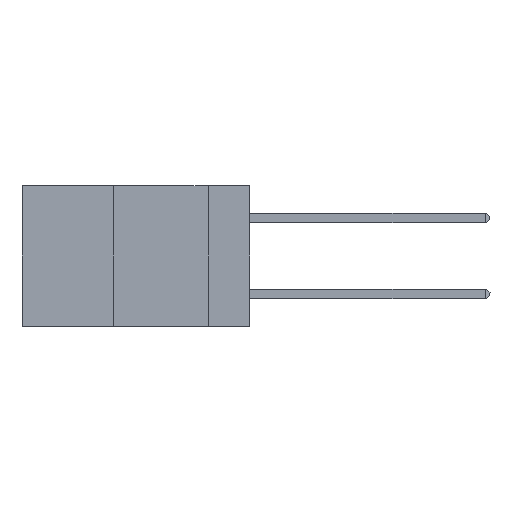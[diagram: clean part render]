
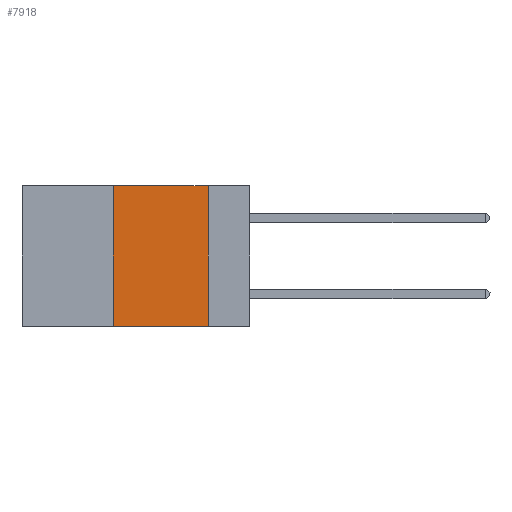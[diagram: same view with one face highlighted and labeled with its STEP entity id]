
A CAD part, left-side view. The second image highlights one B-rep face of the part: STEP entity #7918.
In plain terms, the highlighted planar face has unit normal (-1, 0, 0).
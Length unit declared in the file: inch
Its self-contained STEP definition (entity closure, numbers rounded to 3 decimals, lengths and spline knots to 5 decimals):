
#96 = DIRECTION ( 'NONE',  ( 0., -1., 0. ) ) ;
#598 = LINE ( 'NONE', #6143, #1930 ) ;
#682 = VERTEX_POINT ( 'NONE', #6781 ) ;
#851 = LINE ( 'NONE', #9663, #5063 ) ;
#1421 = DIRECTION ( 'NONE',  ( 0., 0., -1. ) ) ;
#1914 = ORIENTED_EDGE ( 'NONE', *, *, #9727, .F. ) ;
#1930 = VECTOR ( 'NONE', #2831, 39.37008 ) ;
#2831 = DIRECTION ( 'NONE',  ( 0., -1., 0. ) ) ;
#3191 = VERTEX_POINT ( 'NONE', #8714 ) ;
#3220 = LINE ( 'NONE', #4310, #9092 ) ;
#3627 = EDGE_CURVE ( 'NONE', #682, #3191, #7390, .T. ) ;
#3775 = DIRECTION ( 'NONE',  ( 1., 0., 0. ) ) ;
#4184 = DIRECTION ( 'NONE',  ( 0., 0., -1. ) ) ;
#4310 = CARTESIAN_POINT ( 'NONE',  ( 0., 0.6, -0.37 ) ) ;
#4450 = CARTESIAN_POINT ( 'NONE',  ( 0., 0.36, 0. ) ) ;
#4597 = VERTEX_POINT ( 'NONE', #9896 ) ;
#4777 = EDGE_LOOP ( 'NONE', ( #7739, #8973, #1914, #7525 ) ) ;
#4892 = AXIS2_PLACEMENT_3D ( 'NONE', #10462, #3775, #4184 ) ;
#5063 = VECTOR ( 'NONE', #8796, 39.37008 ) ;
#5109 = FACE_OUTER_BOUND ( 'NONE', #4777, .T. ) ;
#6143 = CARTESIAN_POINT ( 'NONE',  ( 0., 0.6, 0. ) ) ;
#6238 = VERTEX_POINT ( 'NONE', #4450 ) ;
#6324 = CARTESIAN_POINT ( 'NONE',  ( 0., 0.11, 0. ) ) ;
#6781 = CARTESIAN_POINT ( 'NONE',  ( 0., 0.11, 0. ) ) ;
#7390 = LINE ( 'NONE', #6324, #10874 ) ;
#7525 = ORIENTED_EDGE ( 'NONE', *, *, #9829, .T. ) ;
#7739 = ORIENTED_EDGE ( 'NONE', *, *, #3627, .F. ) ;
#7918 = ADVANCED_FACE ( 'NONE', ( #5109 ), #8783, .F. ) ;
#8714 = CARTESIAN_POINT ( 'NONE',  ( 0., 0.11, -0.37 ) ) ;
#8783 = PLANE ( 'NONE',  #4892 ) ;
#8796 = DIRECTION ( 'NONE',  ( 0., 0., 1. ) ) ;
#8973 = ORIENTED_EDGE ( 'NONE', *, *, #9015, .F. ) ;
#9015 = EDGE_CURVE ( 'NONE', #6238, #682, #598, .T. ) ;
#9092 = VECTOR ( 'NONE', #96, 39.37008 ) ;
#9663 = CARTESIAN_POINT ( 'NONE',  ( 0., 0.36, 0. ) ) ;
#9727 = EDGE_CURVE ( 'NONE', #4597, #6238, #851, .T. ) ;
#9829 = EDGE_CURVE ( 'NONE', #4597, #3191, #3220, .T. ) ;
#9896 = CARTESIAN_POINT ( 'NONE',  ( 0., 0.36, -0.37 ) ) ;
#10462 = CARTESIAN_POINT ( 'NONE',  ( 0., 0.6, 0. ) ) ;
#10874 = VECTOR ( 'NONE', #1421, 39.37008 ) ;
